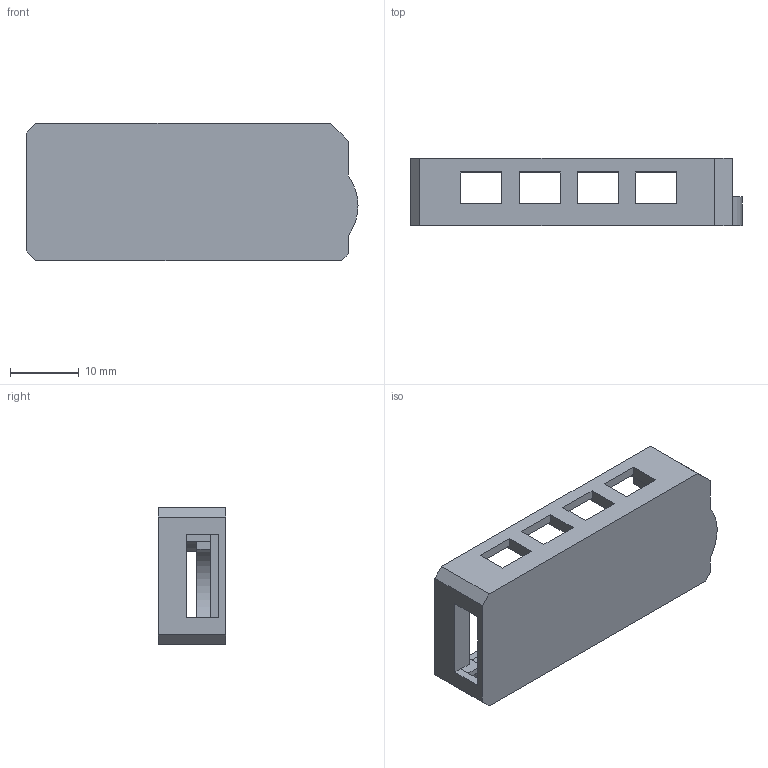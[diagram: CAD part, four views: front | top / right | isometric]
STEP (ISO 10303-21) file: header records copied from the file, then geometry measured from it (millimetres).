
FILE_DESCRIPTION(/* description */ (''),/* implementation_level */ '2;1');
FILE_NAME(/* name */ 'case.stp',/* time_stamp */ '2022-09-18T03:08:48+03:00',/* author */ ('NoName'),/* organization */ (''),/* preprocessor_version */ 'ST-DEVELOPER v18',/* originating_system */ 'Autodesk Inventor 2020',/* authorisation */ '');
FILE_SCHEMA (('AUTOMOTIVE_DESIGN { 1 0 10303 214 3 1 1 }'));
Length unit declared in the file: millimetre
Products named in the file (1): New_case
Bounding box: 48.4 x 9.8 x 20 mm (x, y, z)
Volume: 2458.7 mm3; surface area: 4084.7 mm2
Topology: 1 solids, 1 shells, 123 faces, 393 edges, 262 vertices
Faces by surface type: plane 116, cylinder 7
Full cylindrical faces by diameter (mm): 1.9 x3
Entity records: 4354 total; most frequent: ORIENTED_EDGE 786, CARTESIAN_POINT 779, DIRECTION 663, EDGE_CURVE 393, LINE 371, VECTOR 371, VERTEX_POINT 262, AXIS2_PLACEMENT_3D 146
